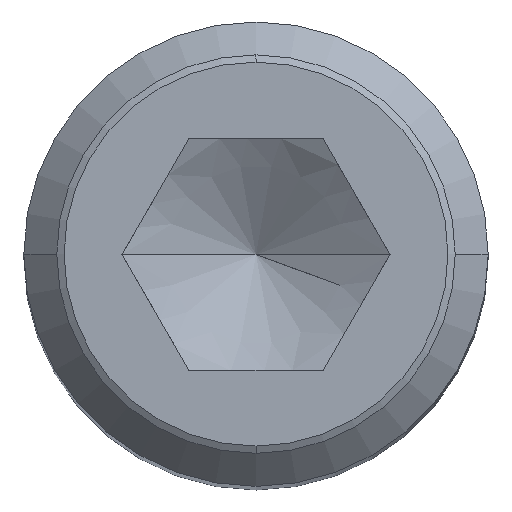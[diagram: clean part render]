
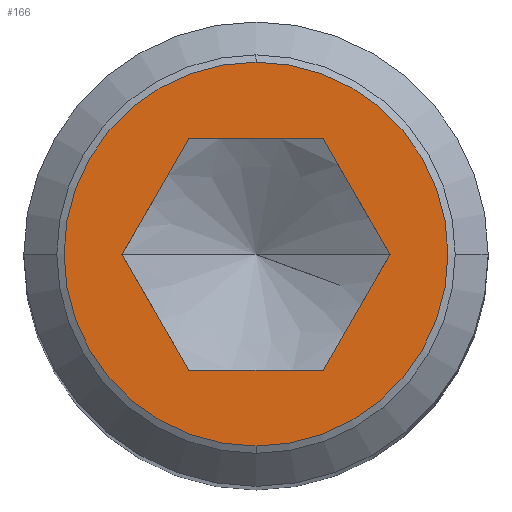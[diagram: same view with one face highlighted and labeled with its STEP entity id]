
A CAD part, top view. The second image highlights one B-rep face of the part: STEP entity #166.
In plain terms, the highlighted planar face has unit normal (0, 0, 1).
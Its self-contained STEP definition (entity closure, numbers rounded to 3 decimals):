
#166=ADVANCED_FACE('',(#394,#395),#396,.T.);
#176=EDGE_CURVE('',#330,#248,#408,.T.);
#178=EDGE_CURVE('',#308,#210,#410,.T.);
#200=EDGE_CURVE('',#210,#254,#435,.T.);
#210=VERTEX_POINT('',#445);
#236=VERTEX_POINT('',#476);
#248=VERTEX_POINT('',#488);
#250=EDGE_CURVE('',#254,#332,#490,.T.);
#254=VERTEX_POINT('',#494);
#288=EDGE_CURVE('',#248,#330,#532,.T.);
#292=EDGE_CURVE('',#328,#308,#536,.T.);
#304=EDGE_CURVE('',#332,#236,#551,.T.);
#308=VERTEX_POINT('',#555);
#316=EDGE_CURVE('',#236,#328,#563,.T.);
#328=VERTEX_POINT('',#576);
#330=VERTEX_POINT('',#578);
#332=VERTEX_POINT('',#580);
#394=FACE_BOUND('',#643,.T.);
#395=FACE_OUTER_BOUND('',#644,.T.);
#396=PLANE('',#645);
#408=CIRCLE('',#659,2.067);
#410=LINE('',#662,#663);
#435=LINE('',#705,#706);
#445=CARTESIAN_POINT('',(-0.722,1.25,0.));
#476=CARTESIAN_POINT('',(0.722,-1.25,0.));
#488=CARTESIAN_POINT('',(0.,2.067,0.));
#490=LINE('',#799,#800);
#494=CARTESIAN_POINT('',(0.722,1.25,0.));
#532=CIRCLE('',#866,2.067);
#536=LINE('',#871,#872);
#551=LINE('',#892,#893);
#555=CARTESIAN_POINT('',(-1.443,0.0,0.));
#563=LINE('',#921,#922);
#576=CARTESIAN_POINT('',(-0.722,-1.25,0.));
#578=CARTESIAN_POINT('',(0.,-2.067,0.));
#580=CARTESIAN_POINT('',(1.443,0.0,0.));
#643=EDGE_LOOP('',(#997,#998,#999,#1000,#1001,#1002));
#644=EDGE_LOOP('',(#1003,#1004));
#645=AXIS2_PLACEMENT_3D('',#1005,#1006,#1007);
#659=AXIS2_PLACEMENT_3D('',#1026,#1027,#1028);
#662=CARTESIAN_POINT('',(-0.902,0.938,0.));
#663=VECTOR('',#1029,1.0);
#705=CARTESIAN_POINT('',(0.361,1.25,0.));
#706=VECTOR('',#1063,1.0);
#799=CARTESIAN_POINT('',(1.263,0.313,0.));
#800=VECTOR('',#1123,1.0);
#866=AXIS2_PLACEMENT_3D('',#1163,#1164,#1165);
#871=CARTESIAN_POINT('',(-1.263,-0.312,0.));
#872=VECTOR('',#1166,1.0);
#892=CARTESIAN_POINT('',(0.902,-0.937,0.));
#893=VECTOR('',#1195,1.0);
#921=CARTESIAN_POINT('',(-0.361,-1.25,0.));
#922=VECTOR('',#1201,1.0);
#997=ORIENTED_EDGE('',*,*,#292,.T.);
#998=ORIENTED_EDGE('',*,*,#178,.T.);
#999=ORIENTED_EDGE('',*,*,#200,.T.);
#1000=ORIENTED_EDGE('',*,*,#250,.T.);
#1001=ORIENTED_EDGE('',*,*,#304,.T.);
#1002=ORIENTED_EDGE('',*,*,#316,.T.);
#1003=ORIENTED_EDGE('',*,*,#288,.T.);
#1004=ORIENTED_EDGE('',*,*,#176,.T.);
#1005=CARTESIAN_POINT('',(-1.772,0.,0.));
#1006=DIRECTION('',(0.0,0.0,1.0));
#1007=DIRECTION('',(-1.0,0.,0.0));
#1026=CARTESIAN_POINT('',(0.,0.,0.));
#1027=DIRECTION('',(0.0,0.0,1.0));
#1028=DIRECTION('',(0.,1.0,0.0));
#1029=DIRECTION('',(0.5,0.866,0.));
#1063=DIRECTION('',(1.0,0.0,0.0));
#1123=DIRECTION('',(0.5,-0.866,0.));
#1163=CARTESIAN_POINT('',(0.,0.,0.));
#1164=DIRECTION('',(0.0,0.0,1.0));
#1165=DIRECTION('',(0.,1.0,0.0));
#1166=DIRECTION('',(-0.5,0.866,0.));
#1195=DIRECTION('',(-0.5,-0.866,0.));
#1201=DIRECTION('',(-1.0,0.0,0.0));
